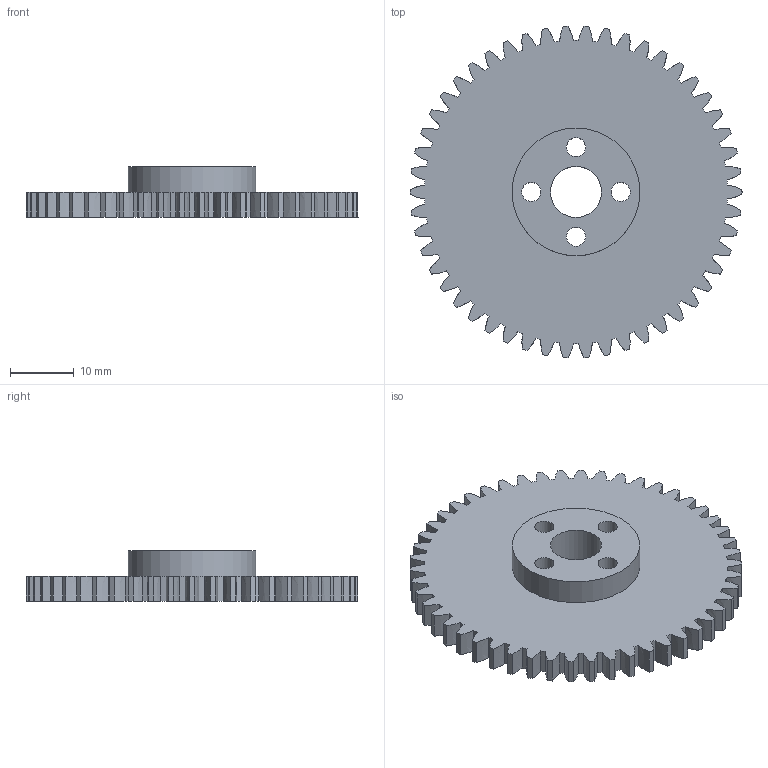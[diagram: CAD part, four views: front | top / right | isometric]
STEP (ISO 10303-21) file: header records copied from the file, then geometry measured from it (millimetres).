
FILE_DESCRIPTION(/* description */ (''),/* implementation_level */ '2;1');
FILE_NAME(/* name */ '50T_Top v1.step',/* time_stamp */ '2020-08-26T14:35:06+02:00',/* author */ (''),/* organization */ (''),/* preprocessor_version */ 'ST-DEVELOPER v18.1',/* originating_system */ 'Autodesk Translation Framework v9.3.0.1241',/* authorisation */ '');
FILE_SCHEMA (('AUTOMOTIVE_DESIGN { 1 0 10303 214 3 1 1 }'));
Length unit declared in the file: millimetre
Products named in the file (2): 50T_Top; Healical Gear (50R@0.00)
Assembly tree (1 placements, depth 2):
  50T_Top
    Healical Gear (50R@0.00)
Bounding box: 52 x 51.94 x 7.9 mm (x, y, z)
Volume: 8244.7 mm3; surface area: 5735.4 mm2
Topology: 1 solids, 1 shells, 209 faces, 618 edges, 412 vertices
Faces by surface type: bspline 150, cylinder 56, plane 3
Full cylindrical faces by diameter (mm): 3 x4, 8 x1, 20 x1
Entity records: 16017 total; most frequent: CARTESIAN_POINT 11742, ORIENTED_EDGE 1236, EDGE_CURVE 618, DIRECTION 454, VERTEX_POINT 412, B_SPLINE_CURVE_WITH_KNOTS 250, AXIS2_PLACEMENT_3D 224, EDGE_LOOP 220
